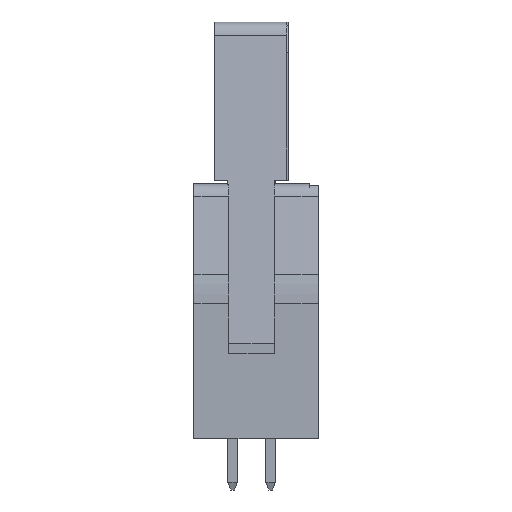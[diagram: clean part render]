
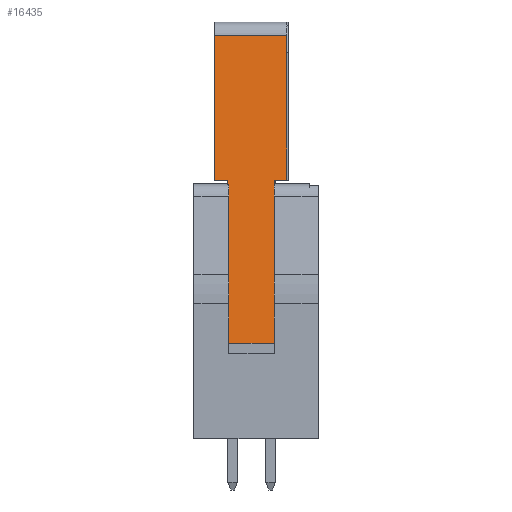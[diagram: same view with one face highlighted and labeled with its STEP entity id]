
A CAD part, front view. The second image highlights one B-rep face of the part: STEP entity #16435.
In plain terms, the highlighted face is planar.
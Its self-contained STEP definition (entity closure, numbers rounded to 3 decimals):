
#1580=ORIENTED_EDGE('',*,*,#3841,.F.);
#1581=ORIENTED_EDGE('',*,*,#4365,.T.);
#1582=ORIENTED_EDGE('',*,*,#4369,.F.);
#1583=ORIENTED_EDGE('',*,*,#4370,.T.);
#1584=ORIENTED_EDGE('',*,*,#4371,.F.);
#1585=ORIENTED_EDGE('',*,*,#4372,.F.);
#1586=ORIENTED_EDGE('',*,*,#4373,.T.);
#1587=ORIENTED_EDGE('',*,*,#4374,.F.);
#1588=ORIENTED_EDGE('',*,*,#4375,.F.);
#1589=ORIENTED_EDGE('',*,*,#3624,.T.);
#3624=EDGE_CURVE('',#5311,#5312,#6359,.T.);
#3841=EDGE_CURVE('',#5481,#5312,#6563,.T.);
#4365=EDGE_CURVE('',#5481,#5809,#7046,.T.);
#4369=EDGE_CURVE('',#5812,#5809,#7050,.T.);
#4370=EDGE_CURVE('',#5812,#5813,#7051,.T.);
#4371=EDGE_CURVE('',#5814,#5813,#7052,.T.);
#4372=EDGE_CURVE('',#5815,#5814,#7053,.T.);
#4373=EDGE_CURVE('',#5815,#5816,#7054,.T.);
#4374=EDGE_CURVE('',#5817,#5816,#7055,.T.);
#4375=EDGE_CURVE('',#5311,#5817,#7056,.T.);
#5311=VERTEX_POINT('',#20994);
#5312=VERTEX_POINT('',#20995);
#5481=VERTEX_POINT('',#21445);
#5809=VERTEX_POINT('',#22425);
#5812=VERTEX_POINT('',#22435);
#5813=VERTEX_POINT('',#22437);
#5814=VERTEX_POINT('',#22439);
#5815=VERTEX_POINT('',#22441);
#5816=VERTEX_POINT('',#22443);
#5817=VERTEX_POINT('',#22445);
#6359=LINE('',#20993,#7956);
#6563=LINE('',#21446,#8160);
#7046=LINE('',#22426,#8643);
#7050=LINE('',#22434,#8647);
#7051=LINE('',#22436,#8648);
#7052=LINE('',#22438,#8649);
#7053=LINE('',#22440,#8650);
#7054=LINE('',#22442,#8651);
#7055=LINE('',#22444,#8652);
#7056=LINE('',#22446,#8653);
#7956=VECTOR('',#17805,1000.);
#8160=VECTOR('',#18165,1000.);
#8643=VECTOR('',#18986,1000.);
#8647=VECTOR('',#18994,1000.);
#8648=VECTOR('',#18995,1000.);
#8649=VECTOR('',#18996,1000.);
#8650=VECTOR('',#18997,1000.);
#8651=VECTOR('',#18998,1000.);
#8652=VECTOR('',#18999,1000.);
#8653=VECTOR('',#19000,1000.);
#9715=EDGE_LOOP('',(#1580,#1581,#1582,#1583,#1584,#1585,#1586,#1587,#1588,
#1589));
#10444=FACE_BOUND('',#9715,.T.);
#11113=PLANE('',#17167);
#16435=ADVANCED_FACE('',(#10444),#11113,.T.);
#17167=AXIS2_PLACEMENT_3D('',#22433,#18992,#18993);
#17805=DIRECTION('',(0.,1.,0.));
#18165=DIRECTION('',(-0.117,0.,0.993));
#18986=DIRECTION('',(0.,1.,0.));
#18992=DIRECTION('',(0.993,0.,0.117));
#18993=DIRECTION('',(0.117,0.,-0.993));
#18994=DIRECTION('',(0.117,0.,-0.993));
#18995=DIRECTION('',(0.,1.,0.));
#18996=DIRECTION('',(0.117,0.,-0.993));
#18997=DIRECTION('',(0.,1.,0.));
#18998=DIRECTION('',(0.117,0.,-0.993));
#18999=DIRECTION('',(0.,-1.,0.));
#19000=DIRECTION('',(-0.117,0.,0.993));
#20993=CARTESIAN_POINT('',(20.549,-4.15,11.948));
#20994=CARTESIAN_POINT('',(20.549,-1.925,11.948));
#20995=CARTESIAN_POINT('',(20.549,-1.825,11.948));
#21445=CARTESIAN_POINT('',(21.8,-1.825,1.366));
#21446=CARTESIAN_POINT('',(21.856,-1.825,0.892));
#22425=CARTESIAN_POINT('',(21.8,1.215,1.366));
#22426=CARTESIAN_POINT('',(21.8,-2.755,1.366));
#22433=CARTESIAN_POINT('',(19.15,-2.755,23.785));
#22434=CARTESIAN_POINT('',(20.514,1.215,12.249));
#22435=CARTESIAN_POINT('',(20.514,1.215,12.249));
#22436=CARTESIAN_POINT('',(20.514,1.215,12.249));
#22437=CARTESIAN_POINT('',(20.514,2.045,12.249));
#22438=CARTESIAN_POINT('',(19.15,2.045,23.785));
#22439=CARTESIAN_POINT('',(19.371,2.045,21.913));
#22440=CARTESIAN_POINT('',(19.371,-2.755,21.913));
#22441=CARTESIAN_POINT('',(19.371,-2.755,21.913));
#22442=CARTESIAN_POINT('',(19.15,-2.755,23.785));
#22443=CARTESIAN_POINT('',(20.514,-2.755,12.249));
#22444=CARTESIAN_POINT('',(20.514,-1.925,12.249));
#22445=CARTESIAN_POINT('',(20.514,-1.925,12.249));
#22446=CARTESIAN_POINT('',(20.514,-1.925,12.249));
